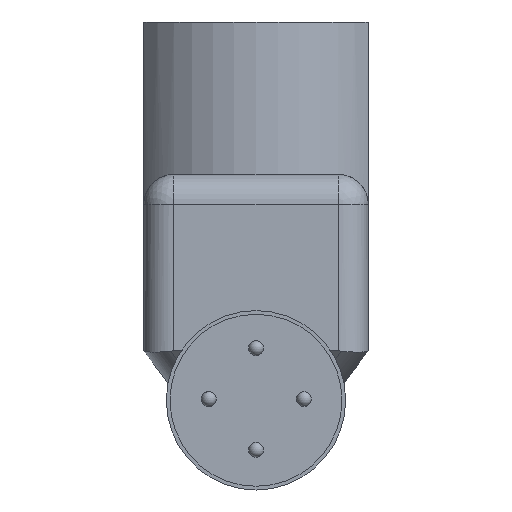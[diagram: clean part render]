
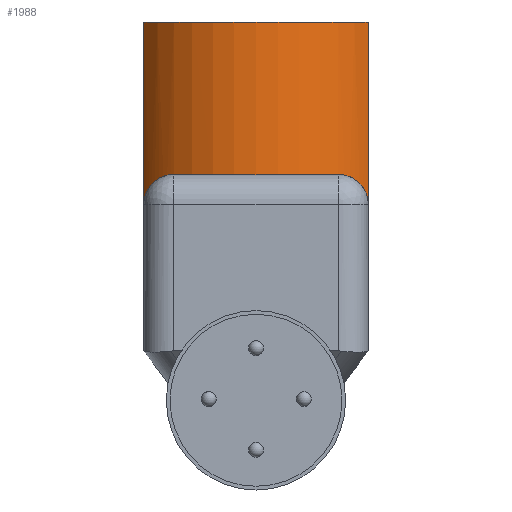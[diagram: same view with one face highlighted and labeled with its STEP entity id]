
A CAD part, front view. The second image highlights one B-rep face of the part: STEP entity #1988.
In plain terms, the highlighted cylindrical face has radius 9 mm (diameter 18 mm), a partial arc.
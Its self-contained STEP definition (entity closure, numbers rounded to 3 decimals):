
#1252=CARTESIAN_POINT('',(-7.5,-4.975,0.0));
#1253=VERTEX_POINT('',#1252);
#1260=CARTESIAN_POINT('',(7.5,-4.975,0.0));
#1261=VERTEX_POINT('',#1260);
#1262=CARTESIAN_POINT('',(0.0,0.0,0.0));
#1263=DIRECTION('',(0.0,0.0,-1.0));
#1264=DIRECTION('',(0.833,-0.553,0.0));
#1265=AXIS2_PLACEMENT_3D('',#1262,#1263,#1264);
#1266=CIRCLE('',#1265,9.);
#1267=EDGE_CURVE('',#1261,#1253,#1266,.T.);
#1883=CARTESIAN_POINT('',(-5.5,-7.124,-10.2));
#1884=VERTEX_POINT('',#1883);
#1901=CARTESIAN_POINT('',(5.5,-7.124,-10.2));
#1902=VERTEX_POINT('',#1901);
#1909=CARTESIAN_POINT('',(0.0,0.0,-10.2));
#1910=DIRECTION('',(0.0,0.0,-1.0));
#1911=DIRECTION('',(0.611,-0.792,0.0));
#1912=AXIS2_PLACEMENT_3D('',#1909,#1910,#1911);
#1913=CIRCLE('',#1912,9.0);
#1914=EDGE_CURVE('',#1902,#1884,#1913,.T.);
#1931=CARTESIAN_POINT('',(0.0,0.0,0.0));
#1932=DIRECTION('',(0.0,0.0,1.0));
#1933=DIRECTION('',(1.0,0.0,0.0));
#1934=AXIS2_PLACEMENT_3D('',#1931,#1932,#1933);
#1935=CYLINDRICAL_SURFACE('',#1934,9.0);
#1936=CARTESIAN_POINT('',(7.5,-4.975,-12.2));
#1937=VERTEX_POINT('',#1936);
#1938=CARTESIAN_POINT('',(7.5,-4.975,0.0));
#1939=DIRECTION('',(0.0,0.0,-1.0));
#1940=VECTOR('',#1939,12.2);
#1941=LINE('',#1938,#1940);
#1942=EDGE_CURVE('',#1261,#1937,#1941,.T.);
#1943=ORIENTED_EDGE('',*,*,#1942,.F.);
#1944=ORIENTED_EDGE('',*,*,#1267,.T.);
#1945=CARTESIAN_POINT('',(-7.5,-4.975,-12.2));
#1946=VERTEX_POINT('',#1945);
#1947=CARTESIAN_POINT('',(-7.5,-4.975,-12.2));
#1948=DIRECTION('',(0.0,0.0,1.0));
#1949=VECTOR('',#1948,12.2);
#1950=LINE('',#1947,#1949);
#1951=EDGE_CURVE('',#1946,#1253,#1950,.T.);
#1952=ORIENTED_EDGE('',*,*,#1951,.F.);
#1953=CARTESIAN_POINT('',(-7.5,-4.975,-12.2));
#1954=CARTESIAN_POINT('',(-7.5,-4.975,-12.069));
#1955=CARTESIAN_POINT('',(-7.487,-4.995,-11.94));
#1956=CARTESIAN_POINT('',(-7.438,-5.067,-11.692));
#1957=CARTESIAN_POINT('',(-7.403,-5.119,-11.573));
#1958=CARTESIAN_POINT('',(-7.269,-5.308,-11.237));
#1959=CARTESIAN_POINT('',(-7.144,-5.478,-11.043));
#1960=CARTESIAN_POINT('',(-6.828,-5.87,-10.679));
#1961=CARTESIAN_POINT('',(-6.597,-6.133,-10.503));
#1962=CARTESIAN_POINT('',(-6.076,-6.65,-10.263));
#1963=CARTESIAN_POINT('',(-5.785,-6.904,-10.2));
#1964=CARTESIAN_POINT('',(-5.5,-7.124,-10.2));
#1965=B_SPLINE_CURVE_WITH_KNOTS('',3,(#1953,#1954,#1955,#1956,#1957,#1958,#1959,#1960,#1961,#1962,#1963,#1964),.UNSPECIFIED.,.F.,.U.,(4,2,2,2,2,4),(0.0,0.039,0.078,0.157,0.265,0.373),.UNSPECIFIED.);
#1966=EDGE_CURVE('',#1946,#1884,#1965,.T.);
#1967=ORIENTED_EDGE('',*,*,#1966,.T.);
#1968=ORIENTED_EDGE('',*,*,#1914,.F.);
#1969=CARTESIAN_POINT('',(5.5,-7.124,-10.2));
#1970=CARTESIAN_POINT('',(5.598,-7.049,-10.2));
#1971=CARTESIAN_POINT('',(5.695,-6.97,-10.207));
#1972=CARTESIAN_POINT('',(6.022,-6.696,-10.255));
#1973=CARTESIAN_POINT('',(6.24,-6.491,-10.33));
#1974=CARTESIAN_POINT('',(6.605,-6.119,-10.521));
#1975=CARTESIAN_POINT('',(6.785,-5.918,-10.651));
#1976=CARTESIAN_POINT('',(7.098,-5.539,-10.976));
#1977=CARTESIAN_POINT('',(7.231,-5.361,-11.171));
#1978=CARTESIAN_POINT('',(7.377,-5.156,-11.499));
#1979=CARTESIAN_POINT('',(7.423,-5.09,-11.63));
#1980=CARTESIAN_POINT('',(7.484,-4.999,-11.911));
#1981=CARTESIAN_POINT('',(7.5,-4.975,-12.06));
#1982=CARTESIAN_POINT('',(7.5,-4.975,-12.2));
#1983=B_SPLINE_CURVE_WITH_KNOTS('',3,(#1969,#1970,#1971,#1972,#1973,#1974,#1975,#1976,#1977,#1978,#1979,#1980,#1981,#1982),.UNSPECIFIED.,.F.,.U.,(4,2,2,2,2,2,4),(-0.367,-0.333,-0.248,-0.166,-0.084,-0.042,0.0),.UNSPECIFIED.);
#1984=EDGE_CURVE('',#1902,#1937,#1983,.T.);
#1985=ORIENTED_EDGE('',*,*,#1984,.T.);
#1986=EDGE_LOOP('',(#1943,#1944,#1952,#1967,#1968,#1985));
#1987=FACE_OUTER_BOUND('',#1986,.T.);
#1988=ADVANCED_FACE('',(#1987),#1935,.T.);
